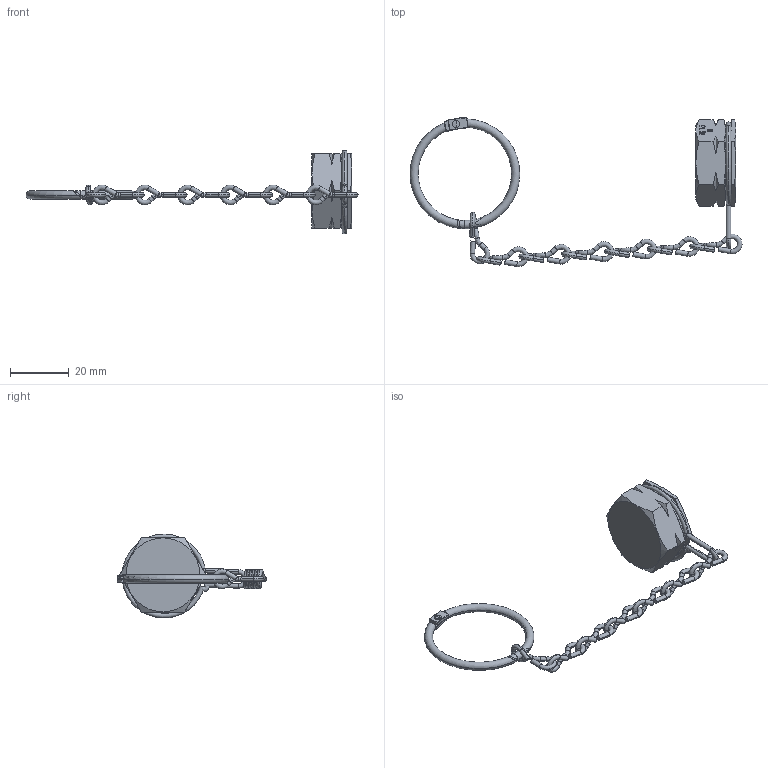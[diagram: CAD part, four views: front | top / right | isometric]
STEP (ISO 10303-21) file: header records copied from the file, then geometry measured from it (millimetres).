
FILE_DESCRIPTION (( 'STEP AP203' ), '1' );
FILE_NAME ('CAP-BS15SS-PR.STEP', '2025-10-30T20:31:49', ( '' ), ( '' ), 'SwSTEP 2.0', 'SolidWorks 2018', '' );
FILE_SCHEMA (( 'CONFIG_CONTROL_DESIGN' ));
Length unit declared in the file: inch
Products named in the file (9): ASY-000291; CAP-BS15SS-PR; PRT-002255_SMALL PIN; PRT-002239_STAINLESS; PRT-000579; PRT-002245_RING-1.187D HALF; ASY-000211_One Link Bent; PRT-003439; PRT-000846
Assembly tree (15 placements, depth 3):
  CAP-BS15SS-PR
    PRT-003439
    PRT-000846
    ASY-000211_One Link Bent
      PRT-002239_STAINLESS  x7
    ASY-000291
      PRT-002245_RING-1.187D HALF  x2
      PRT-002255_SMALL PIN
    PRT-000579
Bounding box: 112.93 x 50.8 x 28.55 mm (x, y, z)
Volume: 7149.6 mm3; surface area: 6832.7 mm2
Topology: 13 solids, 13 shells, 423 faces, 1218 edges, 816 vertices
Faces by surface type: cylinder 122, bspline 103, plane 91, torus 68, cone 23, sphere 16
Entity records: 20674 total; most frequent: CARTESIAN_POINT 13092, ORIENTED_EDGE 1650, DIRECTION 913, EDGE_CURVE 825, VERTEX_POINT 595, B_SPLINE_CURVE_WITH_KNOTS 440, AXIS2_PLACEMENT_3D 333, EDGE_LOOP 270
